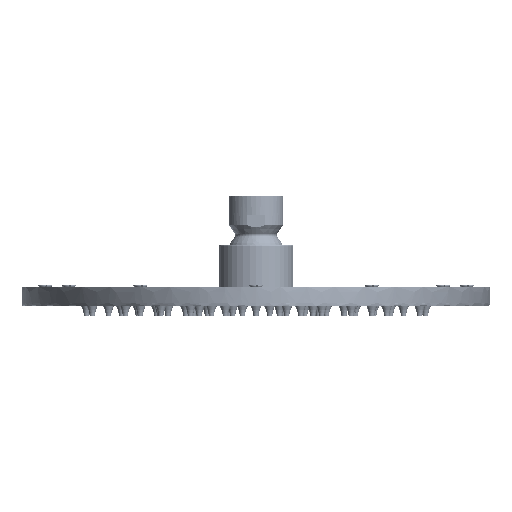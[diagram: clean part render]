
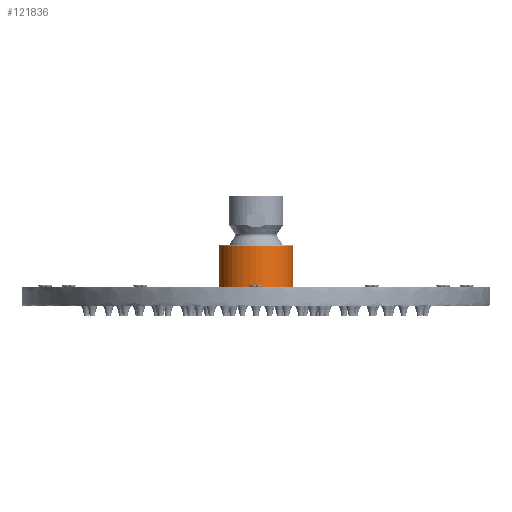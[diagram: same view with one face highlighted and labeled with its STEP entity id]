
A CAD part, left-side view. The second image highlights one B-rep face of the part: STEP entity #121836.
In plain terms, the highlighted cylindrical face has radius 15.9 mm (diameter 31.8 mm), a partial arc.
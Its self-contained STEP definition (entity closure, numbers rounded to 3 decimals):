
#583=CARTESIAN_POINT('',(0.,0.,24.4));
#584=DIRECTION('',(0.,0.,1.));
#585=DIRECTION('',(0.,1.,0.));
#586=AXIS2_PLACEMENT_3D('',#583,#584,#585);
#647=CARTESIAN_POINT('',(0.,0.,7.));
#648=DIRECTION('',(0.,0.,1.));
#649=DIRECTION('',(0.,1.,0.));
#650=AXIS2_PLACEMENT_3D('',#647,#648,#649);
#30608=DIRECTION('',(0.,0.,1.));
#30609=VECTOR('',#30608,17.4);
#30610=CARTESIAN_POINT('',(0.,15.9,7.));
#30611=LINE('',#30610,#30609);
#30612=DIRECTION('',(0.,0.,1.));
#30613=VECTOR('',#30612,17.4);
#30614=CARTESIAN_POINT('',(0.,-15.9,7.));
#30615=LINE('',#30614,#30613);
#35454=CARTESIAN_POINT('',(0.,-15.9,24.4));
#35455=CARTESIAN_POINT('',(0.,15.9,24.4));
#35456=VERTEX_POINT('',#35454);
#35457=VERTEX_POINT('',#35455);
#35466=CARTESIAN_POINT('',(0.,-15.9,7.));
#35467=CARTESIAN_POINT('',(0.,15.9,7.));
#35468=VERTEX_POINT('',#35466);
#35469=VERTEX_POINT('',#35467);
#121825=CARTESIAN_POINT('',(0.,0.,15.9));
#121826=DIRECTION('',(0.,0.,1.));
#121827=DIRECTION('',(0.,-1.,0.));
#121828=AXIS2_PLACEMENT_3D('',#121825,#121826,#121827);
#121829=CYLINDRICAL_SURFACE('',#121828,15.9);
#121830=ORIENTED_EDGE('',*,*,#44583,.F.);
#121831=ORIENTED_EDGE('',*,*,#44554,.T.);
#121832=ORIENTED_EDGE('',*,*,#44499,.T.);
#121833=ORIENTED_EDGE('',*,*,#44551,.F.);
#121834=EDGE_LOOP('',(#121830,#121831,#121832,#121833));
#121835=FACE_OUTER_BOUND('',#121834,.F.);
#121836=ADVANCED_FACE('',(#121835),#121829,.T.);
#587=CIRCLE('',#586,15.9);
#651=CIRCLE('',#650,15.9);
#44499=EDGE_CURVE('',#35457,#35456,#587,.T.);
#44551=EDGE_CURVE('',#35468,#35456,#30615,.T.);
#44554=EDGE_CURVE('',#35469,#35457,#30611,.T.);
#44583=EDGE_CURVE('',#35469,#35468,#651,.T.);
